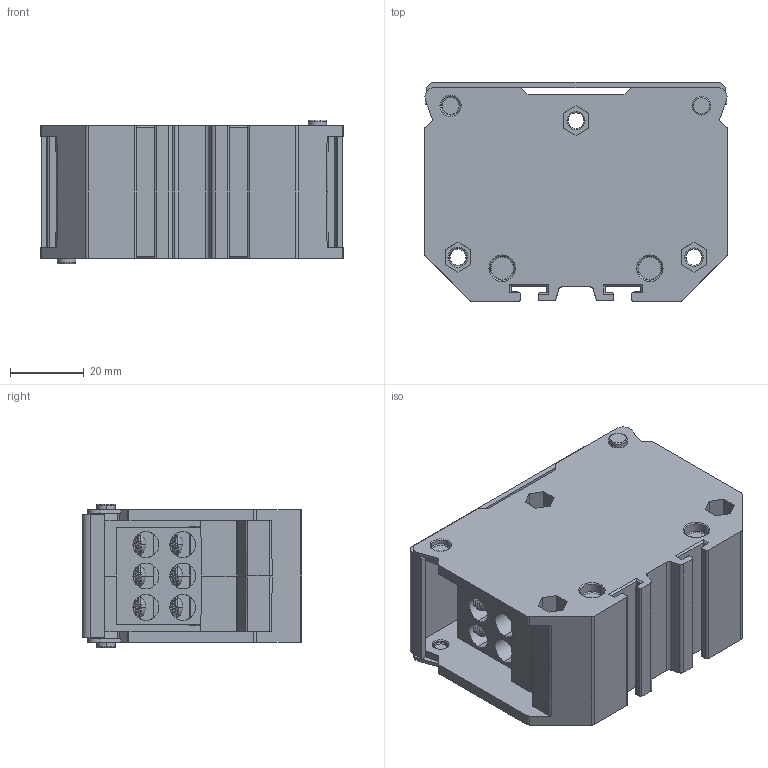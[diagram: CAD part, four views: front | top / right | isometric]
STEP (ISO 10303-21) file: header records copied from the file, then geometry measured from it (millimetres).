
FILE_DESCRIPTION((''),'2;1');
FILE_NAME('5YB574368_SW0002','2023-06-14T',('Administrator'),(''),'PRO/ENGINEER BY PARAMETRIC TECHNOLOGY CORPORATION, 2013230','PRO/ENGINEER BY PARAMETRIC TECHNOLOGY CORPORATION, 2013230','');
FILE_SCHEMA(('CONFIG_CONTROL_DESIGN'));
Products named in the file (1): 5YB574368_SW0002
Bounding box: 82 x 59.4 x 39 mm (x, y, z)
Volume: 72741.4 mm3; surface area: 48579.1 mm2
Topology: 3 solids, 3 shells, 937 faces, 2628 edges, 1635 vertices
Faces by surface type: plane 409, cylinder 296, bspline 98, torus 76, cone 46, sphere 12
Entity records: 60167 total; most frequent: CARTESIAN_POINT 29286, ORIENTED_EDGE 5204, DIRECTION 4158, EDGE_CURVE 2602, VERTEX_POINT 1635, AXIS2_PLACEMENT_3D 1399, VECTOR 1360, LINE 1360
